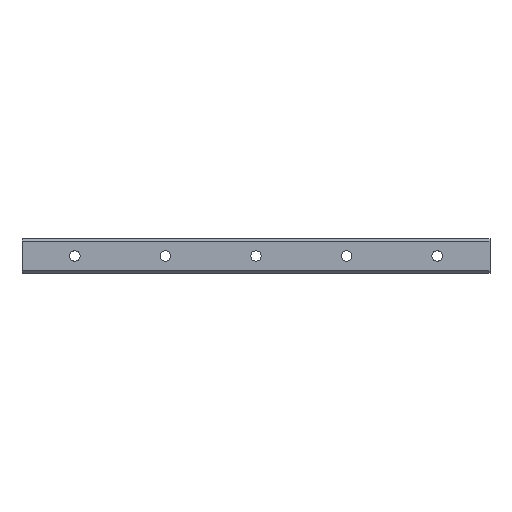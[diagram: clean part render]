
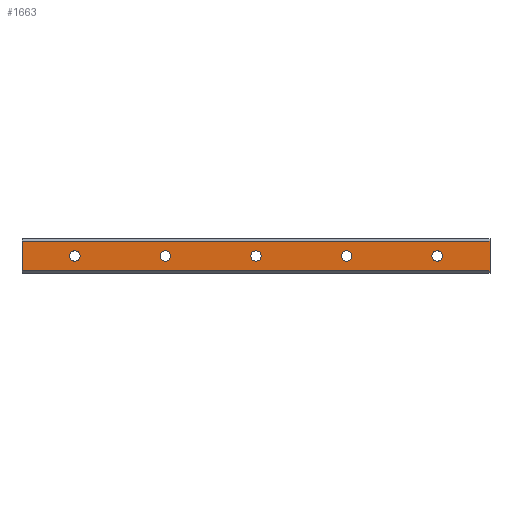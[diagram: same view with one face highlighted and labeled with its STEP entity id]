
A CAD part, front view. The second image highlights one B-rep face of the part: STEP entity #1663.
In plain terms, the highlighted planar face has unit normal (0, -1, 0).
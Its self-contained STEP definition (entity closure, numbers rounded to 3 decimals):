
#17 = CARTESIAN_POINT ( 'NONE',  ( 180., 0., 0. ) ) ;
#22 = AXIS2_PLACEMENT_3D ( 'NONE', #602, #316, #324 ) ;
#39 = DIRECTION ( 'NONE',  ( 0., 0., 1. ) ) ;
#40 = CARTESIAN_POINT ( 'NONE',  ( 275., 0., 9.9 ) ) ;
#53 = VERTEX_POINT ( 'NONE', #1029 ) ;
#61 = ORIENTED_EDGE ( 'NONE', *, *, #251, .F. ) ;
#64 = CARTESIAN_POINT ( 'NONE',  ( 240., 0., 0. ) ) ;
#71 = EDGE_CURVE ( 'NONE', #970, #53, #1278, .T. ) ;
#105 = VECTOR ( 'NONE', #250, 1000. ) ;
#117 = CARTESIAN_POINT ( 'NONE',  ( 60., 0., 3.5 ) ) ;
#154 = CARTESIAN_POINT ( 'NONE',  ( 0., 0., -3.5 ) ) ;
#158 = AXIS2_PLACEMENT_3D ( 'NONE', #1507, #1256, #1393 ) ;
#160 = VERTEX_POINT ( 'NONE', #647 ) ;
#161 = AXIS2_PLACEMENT_3D ( 'NONE', #1296, #940, #1559 ) ;
#200 = LINE ( 'NONE', #311, #325 ) ;
#215 = VERTEX_POINT ( 'NONE', #819 ) ;
#222 = CARTESIAN_POINT ( 'NONE',  ( 240., 0., 0. ) ) ;
#250 = DIRECTION ( 'NONE',  ( 0., 0., 1. ) ) ;
#251 = EDGE_CURVE ( 'NONE', #957, #774, #613, .T. ) ;
#264 = DIRECTION ( 'NONE',  ( -1., 0., 0. ) ) ;
#268 = EDGE_CURVE ( 'NONE', #584, #160, #1552, .T. ) ;
#285 = LINE ( 'NONE', #1549, #105 ) ;
#300 = CIRCLE ( 'NONE', #848, 3.5 ) ;
#307 = EDGE_LOOP ( 'NONE', ( #61, #1076 ) ) ;
#311 = CARTESIAN_POINT ( 'NONE',  ( 275., 0., 9.9 ) ) ;
#316 = DIRECTION ( 'NONE',  ( 0., -1., 0. ) ) ;
#324 = DIRECTION ( 'NONE',  ( 0., 0., 1. ) ) ;
#325 = VECTOR ( 'NONE', #1465, 1000. ) ;
#404 = CARTESIAN_POINT ( 'NONE',  ( 120., 0., 0. ) ) ;
#420 = EDGE_CURVE ( 'NONE', #160, #584, #498, .T. ) ;
#439 = DIRECTION ( 'NONE',  ( 0., 0., 1. ) ) ;
#453 = EDGE_CURVE ( 'NONE', #1519, #1492, #300, .T. ) ;
#480 = ORIENTED_EDGE ( 'NONE', *, *, #420, .F. ) ;
#498 = CIRCLE ( 'NONE', #22, 3.5 ) ;
#556 = EDGE_CURVE ( 'NONE', #790, #215, #1279, .T. ) ;
#559 = FACE_BOUND ( 'NONE', #1183, .T. ) ;
#566 = DIRECTION ( 'NONE',  ( 0., 0., 1. ) ) ;
#573 = ORIENTED_EDGE ( 'NONE', *, *, #556, .F. ) ;
#584 = VERTEX_POINT ( 'NONE', #998 ) ;
#601 = EDGE_LOOP ( 'NONE', ( #1131, #1592 ) ) ;
#602 = CARTESIAN_POINT ( 'NONE',  ( 180., 0., 0. ) ) ;
#613 = CIRCLE ( 'NONE', #985, 3.5 ) ;
#647 = CARTESIAN_POINT ( 'NONE',  ( 180., 0., 3.5 ) ) ;
#655 = CARTESIAN_POINT ( 'NONE',  ( 275., 0., 9.9 ) ) ;
#685 = CIRCLE ( 'NONE', #1329, 3.5 ) ;
#710 = DIRECTION ( 'NONE',  ( 0., 0., 1. ) ) ;
#751 = CARTESIAN_POINT ( 'NONE',  ( 275., 0., -9.9 ) ) ;
#753 = ORIENTED_EDGE ( 'NONE', *, *, #823, .F. ) ;
#774 = VERTEX_POINT ( 'NONE', #1334 ) ;
#776 = DIRECTION ( 'NONE',  ( 0., -1., 0. ) ) ;
#779 = CARTESIAN_POINT ( 'NONE',  ( 275., 0., -9.9 ) ) ;
#790 = VERTEX_POINT ( 'NONE', #951 ) ;
#794 = CIRCLE ( 'NONE', #1681, 3.5 ) ;
#797 = ORIENTED_EDGE ( 'NONE', *, *, #453, .F. ) ;
#804 = CARTESIAN_POINT ( 'NONE',  ( 60., 0., -3.5 ) ) ;
#809 = DIRECTION ( 'NONE',  ( 0., -1., 0. ) ) ;
#819 = CARTESIAN_POINT ( 'NONE',  ( 240., 0., -3.5 ) ) ;
#823 = EDGE_CURVE ( 'NONE', #215, #790, #794, .T. ) ;
#835 = DIRECTION ( 'NONE',  ( 0., -1., 0. ) ) ;
#847 = AXIS2_PLACEMENT_3D ( 'NONE', #40, #1073, #439 ) ;
#848 = AXIS2_PLACEMENT_3D ( 'NONE', #1595, #857, #1364 ) ;
#849 = FACE_BOUND ( 'NONE', #307, .T. ) ;
#852 = CARTESIAN_POINT ( 'NONE',  ( 0., 0., 0. ) ) ;
#857 = DIRECTION ( 'NONE',  ( 0., -1., 0. ) ) ;
#875 = ORIENTED_EDGE ( 'NONE', *, *, #71, .F. ) ;
#940 = DIRECTION ( 'NONE',  ( 0., -1., 0. ) ) ;
#951 = CARTESIAN_POINT ( 'NONE',  ( 240., 0., 3.5 ) ) ;
#953 = AXIS2_PLACEMENT_3D ( 'NONE', #222, #776, #1291 ) ;
#957 = VERTEX_POINT ( 'NONE', #1654 ) ;
#965 = ORIENTED_EDGE ( 'NONE', *, *, #1228, .F. ) ;
#970 = VERTEX_POINT ( 'NONE', #1395 ) ;
#973 = EDGE_LOOP ( 'NONE', ( #797, #1652 ) ) ;
#984 = DIRECTION ( 'NONE',  ( 0., 0., 1. ) ) ;
#985 = AXIS2_PLACEMENT_3D ( 'NONE', #404, #1172, #39 ) ;
#997 = EDGE_LOOP ( 'NONE', ( #480, #1055 ) ) ;
#998 = CARTESIAN_POINT ( 'NONE',  ( 180., 0., -3.5 ) ) ;
#1027 = VERTEX_POINT ( 'NONE', #1258 ) ;
#1029 = CARTESIAN_POINT ( 'NONE',  ( 275., 0., 9.9 ) ) ;
#1047 = ORIENTED_EDGE ( 'NONE', *, *, #1477, .F. ) ;
#1055 = ORIENTED_EDGE ( 'NONE', *, *, #268, .F. ) ;
#1068 = EDGE_CURVE ( 'NONE', #1129, #1628, #1548, .T. ) ;
#1073 = DIRECTION ( 'NONE',  ( 0., 1., 0. ) ) ;
#1076 = ORIENTED_EDGE ( 'NONE', *, *, #1268, .F. ) ;
#1107 = CARTESIAN_POINT ( 'NONE',  ( 0., 0., 3.5 ) ) ;
#1109 = DIRECTION ( 'NONE',  ( 0., -1., 0. ) ) ;
#1129 = VERTEX_POINT ( 'NONE', #154 ) ;
#1131 = ORIENTED_EDGE ( 'NONE', *, *, #1203, .F. ) ;
#1172 = DIRECTION ( 'NONE',  ( 0., -1., 0. ) ) ;
#1183 = EDGE_LOOP ( 'NONE', ( #573, #753 ) ) ;
#1199 = PLANE ( 'NONE',  #847 ) ;
#1203 = EDGE_CURVE ( 'NONE', #1628, #1129, #1518, .T. ) ;
#1207 = FACE_BOUND ( 'NONE', #997, .T. ) ;
#1216 = DIRECTION ( 'NONE',  ( 0., -1., 0. ) ) ;
#1228 = EDGE_CURVE ( 'NONE', #53, #1450, #200, .T. ) ;
#1244 = EDGE_LOOP ( 'NONE', ( #1503, #965, #875, #1047 ) ) ;
#1256 = DIRECTION ( 'NONE',  ( 0., -1., 0. ) ) ;
#1258 = CARTESIAN_POINT ( 'NONE',  ( -35., 0., -9.9 ) ) ;
#1268 = EDGE_CURVE ( 'NONE', #774, #957, #685, .T. ) ;
#1278 = LINE ( 'NONE', #655, #1499 ) ;
#1279 = CIRCLE ( 'NONE', #953, 3.5 ) ;
#1291 = DIRECTION ( 'NONE',  ( 0., 0., 1. ) ) ;
#1294 = LINE ( 'NONE', #779, #1408 ) ;
#1296 = CARTESIAN_POINT ( 'NONE',  ( 0., 0., 0. ) ) ;
#1329 = AXIS2_PLACEMENT_3D ( 'NONE', #1475, #1109, #1627 ) ;
#1334 = CARTESIAN_POINT ( 'NONE',  ( 120., 0., -3.5 ) ) ;
#1339 = FACE_OUTER_BOUND ( 'NONE', #1244, .T. ) ;
#1359 = CIRCLE ( 'NONE', #158, 3.5 ) ;
#1364 = DIRECTION ( 'NONE',  ( 0., 0., 1. ) ) ;
#1385 = AXIS2_PLACEMENT_3D ( 'NONE', #852, #1216, #984 ) ;
#1391 = DIRECTION ( 'NONE',  ( 1., 0., 0. ) ) ;
#1393 = DIRECTION ( 'NONE',  ( 0., 0., 1. ) ) ;
#1395 = CARTESIAN_POINT ( 'NONE',  ( -35., 0., 9.9 ) ) ;
#1408 = VECTOR ( 'NONE', #264, 1000. ) ;
#1444 = EDGE_CURVE ( 'NONE', #1492, #1519, #1359, .T. ) ;
#1450 = VERTEX_POINT ( 'NONE', #751 ) ;
#1465 = DIRECTION ( 'NONE',  ( 0., 0., -1. ) ) ;
#1475 = CARTESIAN_POINT ( 'NONE',  ( 120., 0., 0. ) ) ;
#1477 = EDGE_CURVE ( 'NONE', #1027, #970, #285, .T. ) ;
#1489 = FACE_BOUND ( 'NONE', #973, .T. ) ;
#1492 = VERTEX_POINT ( 'NONE', #804 ) ;
#1499 = VECTOR ( 'NONE', #1391, 1000. ) ;
#1503 = ORIENTED_EDGE ( 'NONE', *, *, #1565, .F. ) ;
#1507 = CARTESIAN_POINT ( 'NONE',  ( 60., 0., 0. ) ) ;
#1518 = CIRCLE ( 'NONE', #1385, 3.5 ) ;
#1519 = VERTEX_POINT ( 'NONE', #117 ) ;
#1548 = CIRCLE ( 'NONE', #161, 3.5 ) ;
#1549 = CARTESIAN_POINT ( 'NONE',  ( -35., 0., 9.9 ) ) ;
#1552 = CIRCLE ( 'NONE', #1577, 3.5 ) ;
#1559 = DIRECTION ( 'NONE',  ( 0., 0., 1. ) ) ;
#1565 = EDGE_CURVE ( 'NONE', #1450, #1027, #1294, .T. ) ;
#1577 = AXIS2_PLACEMENT_3D ( 'NONE', #17, #809, #566 ) ;
#1592 = ORIENTED_EDGE ( 'NONE', *, *, #1068, .F. ) ;
#1595 = CARTESIAN_POINT ( 'NONE',  ( 60., 0., 0. ) ) ;
#1617 = FACE_BOUND ( 'NONE', #601, .T. ) ;
#1627 = DIRECTION ( 'NONE',  ( 0., 0., 1. ) ) ;
#1628 = VERTEX_POINT ( 'NONE', #1107 ) ;
#1652 = ORIENTED_EDGE ( 'NONE', *, *, #1444, .F. ) ;
#1654 = CARTESIAN_POINT ( 'NONE',  ( 120., 0., 3.5 ) ) ;
#1663 = ADVANCED_FACE ( 'NONE', ( #1339, #1617, #559, #1207, #849, #1489 ), #1199, .F. ) ;
#1681 = AXIS2_PLACEMENT_3D ( 'NONE', #64, #835, #710 ) ;
